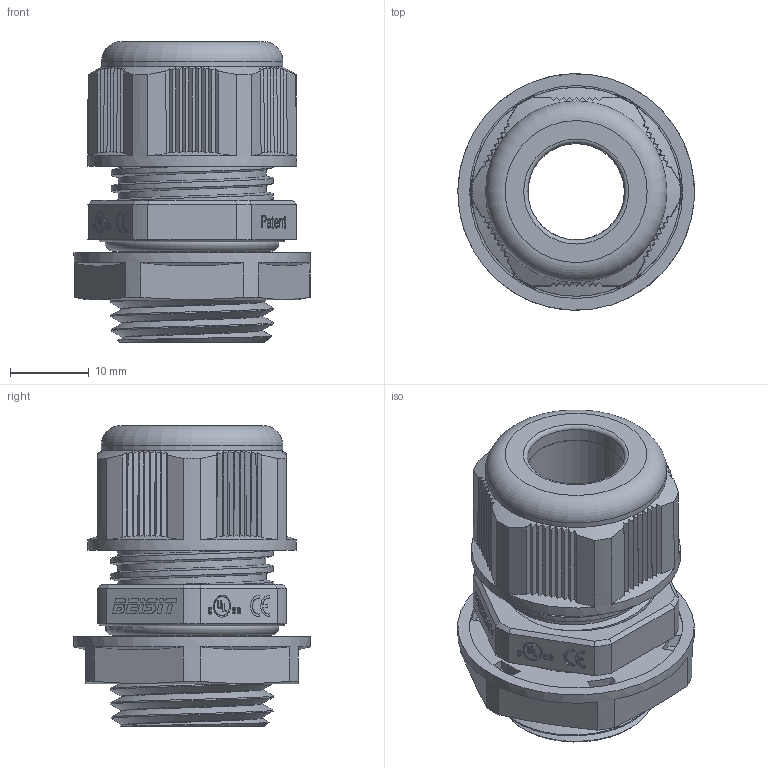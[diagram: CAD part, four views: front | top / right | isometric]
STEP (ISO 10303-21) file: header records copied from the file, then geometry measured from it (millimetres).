
FILE_DESCRIPTION(/* description */ (''),/* implementation_level */ '2;1');
FILE_NAME(/* name */ 'N12612.stp',/* time_stamp */ '2022-06-13T10:53:30+08:00',/* author */ (''),/* organization */ (''),/* preprocessor_version */ 'ST-DEVELOPER v11',/* originating_system */ 'SIEMENS PLM Software NX 7.5',/* authorisation */ '');
FILE_SCHEMA (('CONFIG_CONTROL_DESIGN'));
Length unit declared in the file: millimetre
Products named in the file (1): fang2164ean0
Bounding box: 29.96 x 29.98 x 38.14 mm (x, y, z)
Volume: 12172.3 mm3; surface area: 7183 mm2
Topology: 1 solids, 1 shells, 624 faces, 1658 edges, 1102 vertices
Faces by surface type: plane 339, bspline 112, extrusion 100, cone 36, cylinder 32, torus 5
Full cylindrical faces by diameter (mm): 12.2 x1, 12.3 x1, 23 x1, 27 x1
Entity records: 31694 total; most frequent: CARTESIAN_POINT 18176, ORIENTED_EDGE 3264, DIRECTION 1805, EDGE_CURVE 1632, VERTEX_POINT 1094, B_SPLINE_CURVE_WITH_KNOTS 1012, EDGE_LOOP 710, VECTOR 661
